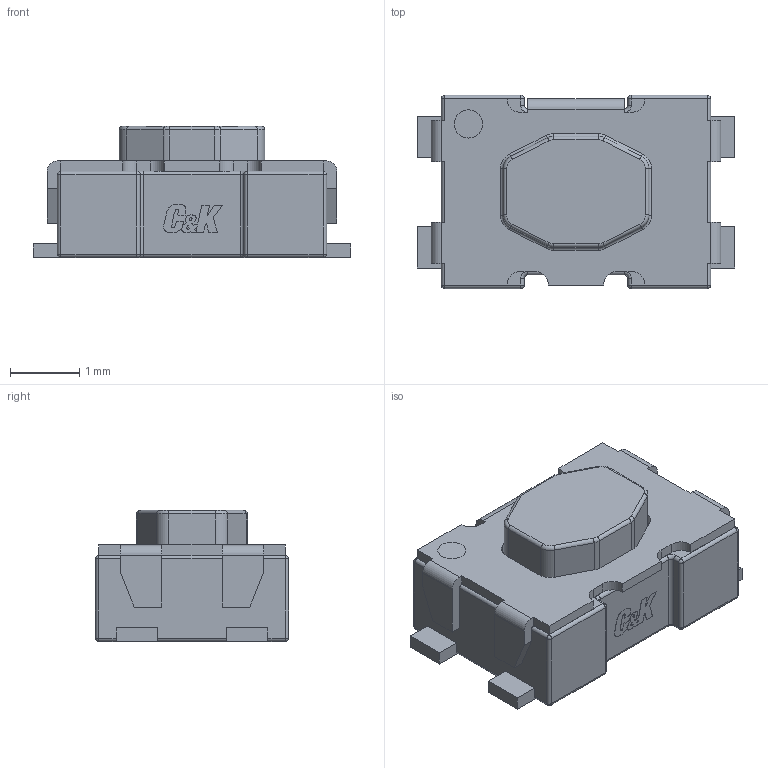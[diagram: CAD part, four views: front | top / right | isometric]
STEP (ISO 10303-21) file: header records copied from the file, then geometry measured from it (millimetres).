
FILE_DESCRIPTION(/* description */ (''),/* implementation_level */ '2;1');
FILE_NAME(/* name */ 'C&K Components KMR231NG LFS.stp',/* time_stamp */ '2020-06-04T03:37:37-04:00',/* author */ ('Ricardo'),/* organization */ (''),/* preprocessor_version */ 'ST-DEVELOPER v18.1',/* originating_system */ 'Autodesk Inventor 2021',/* authorisation */ '');
FILE_SCHEMA (('AUTOMOTIVE_DESIGN { 1 0 10303 214 3 1 1 }'));
Length unit declared in the file: millimetre
Products named in the file (6): C&K Components KMR231NG LFS; terminals; base; shield; logo; pin 1
Assembly tree (5 placements, depth 2):
  C&K Components KMR231NG LFS
    terminals
    base
    shield
    logo
    pin 1
Bounding box: 4.6 x 2.8 x 1.9 mm (x, y, z)
Volume: 16.5 mm3; surface area: 73 mm2
Topology: 9 solids, 9 shells, 337 faces, 850 edges, 532 vertices
Faces by surface type: plane 147, cylinder 90, bspline 60, torus 24, sphere 16
Full cylindrical faces by diameter (mm): 0.409 x1
Entity records: 10603 total; most frequent: CARTESIAN_POINT 2474, ORIENTED_EDGE 1700, DIRECTION 1548, EDGE_CURVE 850, VERTEX_POINT 532, LINE 524, VECTOR 524, AXIS2_PLACEMENT_3D 512
